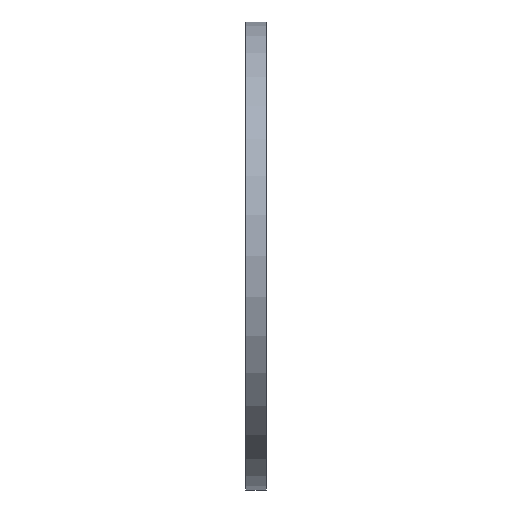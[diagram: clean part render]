
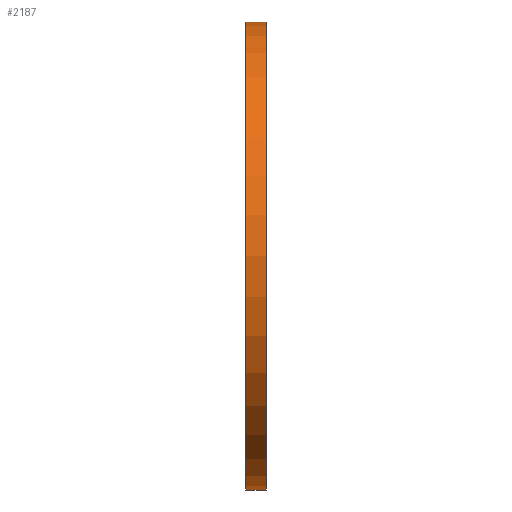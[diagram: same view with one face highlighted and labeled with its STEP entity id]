
A CAD part, front view. The second image highlights one B-rep face of the part: STEP entity #2187.
In plain terms, the highlighted cylindrical face has radius 23 mm (diameter 46 mm), a partial arc.
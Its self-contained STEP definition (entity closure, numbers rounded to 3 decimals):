
#4 = ORIENTED_EDGE ( 'NONE', *, *, #3634, .T. ) ;
#46 = EDGE_CURVE ( 'NONE', #3531, #2010, #1011, .T. ) ;
#53 = CARTESIAN_POINT ( 'NONE',  ( 2., 0., 23. ) ) ;
#84 = EDGE_CURVE ( 'NONE', #403, #2010, #3745, .T. ) ;
#403 = VERTEX_POINT ( 'NONE', #2589 ) ;
#469 = CARTESIAN_POINT ( 'NONE',  ( 2., 0., 0. ) ) ;
#479 = DIRECTION ( 'NONE',  ( -1., 0., 0. ) ) ;
#507 = CIRCLE ( 'NONE', #2895, 23. ) ;
#578 = VECTOR ( 'NONE', #1726, 1000. ) ;
#786 = FACE_OUTER_BOUND ( 'NONE', #2059, .T. ) ;
#1011 = CIRCLE ( 'NONE', #2238, 23. ) ;
#1063 = DIRECTION ( 'NONE',  ( 1., 0., 0. ) ) ;
#1334 = VECTOR ( 'NONE', #3505, 1000. ) ;
#1345 = DIRECTION ( 'NONE',  ( 1., 0., 0. ) ) ;
#1404 = ORIENTED_EDGE ( 'NONE', *, *, #3055, .F. ) ;
#1492 = CARTESIAN_POINT ( 'NONE',  ( 0., 0., -23. ) ) ;
#1694 = CARTESIAN_POINT ( 'NONE',  ( 2., 0., 0. ) ) ;
#1726 = DIRECTION ( 'NONE',  ( -1., 0., 0. ) ) ;
#1986 = DIRECTION ( 'NONE',  ( 0., 0., 1. ) ) ;
#2010 = VERTEX_POINT ( 'NONE', #1492 ) ;
#2031 = CARTESIAN_POINT ( 'NONE',  ( 2., 0., 23. ) ) ;
#2059 = EDGE_LOOP ( 'NONE', ( #2514, #1404, #4, #2556 ) ) ;
#2187 = ADVANCED_FACE ( 'NONE', ( #786 ), #3750, .T. ) ;
#2233 = AXIS2_PLACEMENT_3D ( 'NONE', #1694, #479, #1986 ) ;
#2238 = AXIS2_PLACEMENT_3D ( 'NONE', #2813, #1063, #2272 ) ;
#2272 = DIRECTION ( 'NONE',  ( 0., 0., -1. ) ) ;
#2298 = CARTESIAN_POINT ( 'NONE',  ( 0., 0., 23. ) ) ;
#2514 = ORIENTED_EDGE ( 'NONE', *, *, #84, .F. ) ;
#2556 = ORIENTED_EDGE ( 'NONE', *, *, #46, .T. ) ;
#2589 = CARTESIAN_POINT ( 'NONE',  ( 2., 0., -23. ) ) ;
#2813 = CARTESIAN_POINT ( 'NONE',  ( 0., 0., 0. ) ) ;
#2895 = AXIS2_PLACEMENT_3D ( 'NONE', #469, #1345, #3406 ) ;
#3055 = EDGE_CURVE ( 'NONE', #3259, #403, #507, .T. ) ;
#3259 = VERTEX_POINT ( 'NONE', #2031 ) ;
#3406 = DIRECTION ( 'NONE',  ( 0., 0., -1. ) ) ;
#3505 = DIRECTION ( 'NONE',  ( -1., 0., 0. ) ) ;
#3531 = VERTEX_POINT ( 'NONE', #2298 ) ;
#3559 = LINE ( 'NONE', #53, #1334 ) ;
#3634 = EDGE_CURVE ( 'NONE', #3259, #3531, #3559, .T. ) ;
#3745 = LINE ( 'NONE', #3759, #578 ) ;
#3750 = CYLINDRICAL_SURFACE ( 'NONE', #2233, 23. ) ;
#3759 = CARTESIAN_POINT ( 'NONE',  ( 2., 0., -23. ) ) ;
